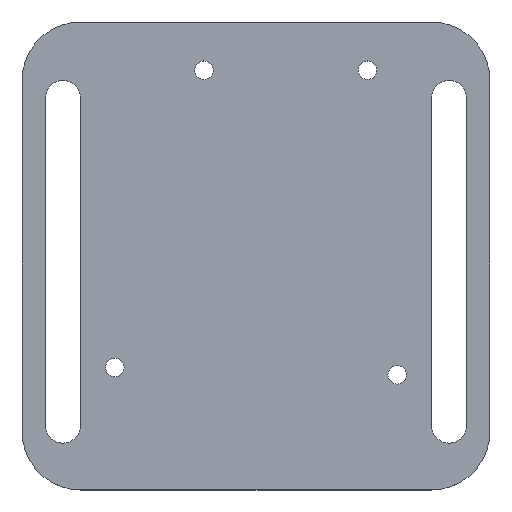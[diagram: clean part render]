
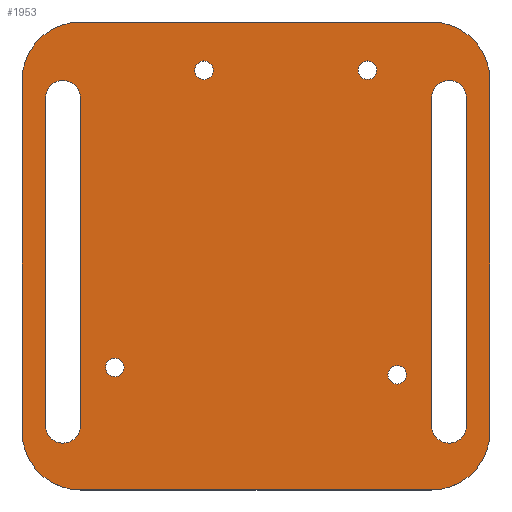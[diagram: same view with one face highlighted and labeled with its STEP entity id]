
A CAD part, top view. The second image highlights one B-rep face of the part: STEP entity #1953.
In plain terms, the highlighted planar face has unit normal (0, 0, 1).
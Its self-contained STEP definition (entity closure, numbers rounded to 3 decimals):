
#33=FACE_BOUND('',#302,.T.);
#34=FACE_BOUND('',#303,.T.);
#35=FACE_BOUND('',#304,.T.);
#36=FACE_BOUND('',#305,.T.);
#37=FACE_BOUND('',#306,.T.);
#38=FACE_BOUND('',#307,.T.);
#96=PLANE('',#2106);
#181=FACE_OUTER_BOUND('',#301,.T.);
#301=EDGE_LOOP('',(#1605,#1606,#1607,#1608,#1609,#1610,#1611,#1612));
#302=EDGE_LOOP('',(#1613));
#303=EDGE_LOOP('',(#1614));
#304=EDGE_LOOP('',(#1615));
#305=EDGE_LOOP('',(#1616));
#306=EDGE_LOOP('',(#1617,#1618,#1619,#1620,#1621,#1622));
#307=EDGE_LOOP('',(#1623,#1624,#1625,#1626,#1627,#1628));
#487=LINE('',#3052,#691);
#490=LINE('',#3058,#694);
#491=LINE('',#3062,#695);
#492=LINE('',#3066,#696);
#493=LINE('',#3078,#697);
#494=LINE('',#3084,#698);
#495=LINE('',#3092,#699);
#496=LINE('',#3098,#700);
#691=VECTOR('',#2488,10.);
#694=VECTOR('',#2493,10.);
#695=VECTOR('',#2496,10.);
#696=VECTOR('',#2499,10.);
#697=VECTOR('',#2510,10.);
#698=VECTOR('',#2515,10.);
#699=VECTOR('',#2522,10.);
#700=VECTOR('',#2527,10.);
#814=CIRCLE('',#2104,10.);
#815=CIRCLE('',#2107,10.);
#816=CIRCLE('',#2108,10.);
#817=CIRCLE('',#2109,10.);
#818=CIRCLE('',#2110,1.588);
#819=CIRCLE('',#2111,1.588);
#820=CIRCLE('',#2112,1.588);
#821=CIRCLE('',#2113,1.588);
#822=CIRCLE('',#2114,3.);
#823=CIRCLE('',#2115,3.);
#824=CIRCLE('',#2116,3.);
#825=CIRCLE('',#2117,3.);
#826=CIRCLE('',#2118,3.);
#827=CIRCLE('',#2119,3.);
#828=CIRCLE('',#2120,3.);
#829=CIRCLE('',#2121,3.);
#947=VERTEX_POINT('',#3045);
#948=VERTEX_POINT('',#3047);
#949=VERTEX_POINT('',#3051);
#951=VERTEX_POINT('',#3057);
#952=VERTEX_POINT('',#3059);
#953=VERTEX_POINT('',#3061);
#954=VERTEX_POINT('',#3063);
#955=VERTEX_POINT('',#3065);
#956=VERTEX_POINT('',#3068);
#957=VERTEX_POINT('',#3070);
#958=VERTEX_POINT('',#3072);
#959=VERTEX_POINT('',#3074);
#960=VERTEX_POINT('',#3076);
#961=VERTEX_POINT('',#3077);
#962=VERTEX_POINT('',#3079);
#963=VERTEX_POINT('',#3081);
#964=VERTEX_POINT('',#3083);
#965=VERTEX_POINT('',#3085);
#966=VERTEX_POINT('',#3088);
#967=VERTEX_POINT('',#3089);
#968=VERTEX_POINT('',#3091);
#969=VERTEX_POINT('',#3093);
#970=VERTEX_POINT('',#3095);
#971=VERTEX_POINT('',#3097);
#1179=EDGE_CURVE('',#947,#948,#814,.T.);
#1181=EDGE_CURVE('',#949,#948,#487,.F.);
#1184=EDGE_CURVE('',#947,#951,#490,.F.);
#1185=EDGE_CURVE('',#952,#951,#815,.T.);
#1186=EDGE_CURVE('',#952,#953,#491,.F.);
#1187=EDGE_CURVE('',#954,#953,#816,.T.);
#1188=EDGE_CURVE('',#954,#955,#492,.F.);
#1189=EDGE_CURVE('',#949,#955,#817,.T.);
#1190=EDGE_CURVE('',#956,#956,#818,.T.);
#1191=EDGE_CURVE('',#957,#957,#819,.T.);
#1192=EDGE_CURVE('',#958,#958,#820,.T.);
#1193=EDGE_CURVE('',#959,#959,#821,.T.);
#1194=EDGE_CURVE('',#960,#961,#493,.T.);
#1195=EDGE_CURVE('',#962,#961,#822,.T.);
#1196=EDGE_CURVE('',#963,#962,#823,.T.);
#1197=EDGE_CURVE('',#963,#964,#494,.T.);
#1198=EDGE_CURVE('',#965,#964,#824,.T.);
#1199=EDGE_CURVE('',#960,#965,#825,.T.);
#1200=EDGE_CURVE('',#966,#967,#826,.T.);
#1201=EDGE_CURVE('',#966,#968,#495,.T.);
#1202=EDGE_CURVE('',#969,#968,#827,.T.);
#1203=EDGE_CURVE('',#970,#969,#828,.T.);
#1204=EDGE_CURVE('',#970,#971,#496,.T.);
#1205=EDGE_CURVE('',#967,#971,#829,.T.);
#1605=ORIENTED_EDGE('',*,*,#1179,.F.);
#1606=ORIENTED_EDGE('',*,*,#1184,.T.);
#1607=ORIENTED_EDGE('',*,*,#1185,.F.);
#1608=ORIENTED_EDGE('',*,*,#1186,.T.);
#1609=ORIENTED_EDGE('',*,*,#1187,.F.);
#1610=ORIENTED_EDGE('',*,*,#1188,.T.);
#1611=ORIENTED_EDGE('',*,*,#1189,.F.);
#1612=ORIENTED_EDGE('',*,*,#1181,.T.);
#1613=ORIENTED_EDGE('',*,*,#1190,.T.);
#1614=ORIENTED_EDGE('',*,*,#1191,.T.);
#1615=ORIENTED_EDGE('',*,*,#1192,.T.);
#1616=ORIENTED_EDGE('',*,*,#1193,.T.);
#1617=ORIENTED_EDGE('',*,*,#1194,.T.);
#1618=ORIENTED_EDGE('',*,*,#1195,.F.);
#1619=ORIENTED_EDGE('',*,*,#1196,.F.);
#1620=ORIENTED_EDGE('',*,*,#1197,.T.);
#1621=ORIENTED_EDGE('',*,*,#1198,.F.);
#1622=ORIENTED_EDGE('',*,*,#1199,.F.);
#1623=ORIENTED_EDGE('',*,*,#1200,.F.);
#1624=ORIENTED_EDGE('',*,*,#1201,.T.);
#1625=ORIENTED_EDGE('',*,*,#1202,.F.);
#1626=ORIENTED_EDGE('',*,*,#1203,.F.);
#1627=ORIENTED_EDGE('',*,*,#1204,.T.);
#1628=ORIENTED_EDGE('',*,*,#1205,.F.);
#1953=ADVANCED_FACE('',(#181,#33,#34,#35,#36,#37,#38),#96,.T.);
#2104=AXIS2_PLACEMENT_3D('',#3048,#2483,#2484);
#2106=AXIS2_PLACEMENT_3D('',#3056,#2491,#2492);
#2107=AXIS2_PLACEMENT_3D('',#3060,#2494,#2495);
#2108=AXIS2_PLACEMENT_3D('',#3064,#2497,#2498);
#2109=AXIS2_PLACEMENT_3D('',#3067,#2500,#2501);
#2110=AXIS2_PLACEMENT_3D('',#3069,#2502,#2503);
#2111=AXIS2_PLACEMENT_3D('',#3071,#2504,#2505);
#2112=AXIS2_PLACEMENT_3D('',#3073,#2506,#2507);
#2113=AXIS2_PLACEMENT_3D('',#3075,#2508,#2509);
#2114=AXIS2_PLACEMENT_3D('',#3080,#2511,#2512);
#2115=AXIS2_PLACEMENT_3D('',#3082,#2513,#2514);
#2116=AXIS2_PLACEMENT_3D('',#3086,#2516,#2517);
#2117=AXIS2_PLACEMENT_3D('',#3087,#2518,#2519);
#2118=AXIS2_PLACEMENT_3D('',#3090,#2520,#2521);
#2119=AXIS2_PLACEMENT_3D('',#3094,#2523,#2524);
#2120=AXIS2_PLACEMENT_3D('',#3096,#2525,#2526);
#2121=AXIS2_PLACEMENT_3D('',#3099,#2528,#2529);
#2483=DIRECTION('center_axis',(0.,0.,-1.));
#2484=DIRECTION('ref_axis',(-0.707,-0.707,0.));
#2488=DIRECTION('',(0.,1.,0.));
#2491=DIRECTION('center_axis',(0.,0.,1.));
#2492=DIRECTION('ref_axis',(1.,0.,0.));
#2493=DIRECTION('',(-1.,0.,0.));
#2494=DIRECTION('center_axis',(0.,0.,-1.));
#2495=DIRECTION('ref_axis',(0.707,-0.707,0.));
#2496=DIRECTION('',(0.,-1.,0.));
#2497=DIRECTION('center_axis',(0.,0.,-1.));
#2498=DIRECTION('ref_axis',(0.707,0.707,0.));
#2499=DIRECTION('',(1.,0.,0.));
#2500=DIRECTION('center_axis',(0.,0.,-1.));
#2501=DIRECTION('ref_axis',(-0.707,0.707,0.));
#2502=DIRECTION('center_axis',(0.,0.,-1.));
#2503=DIRECTION('ref_axis',(1.,0.,0.));
#2504=DIRECTION('center_axis',(0.,0.,-1.));
#2505=DIRECTION('ref_axis',(1.,0.,0.));
#2506=DIRECTION('center_axis',(0.,0.,-1.));
#2507=DIRECTION('ref_axis',(1.,0.,0.));
#2508=DIRECTION('center_axis',(0.,0.,-1.));
#2509=DIRECTION('ref_axis',(1.,0.,0.));
#2510=DIRECTION('',(0.,1.,0.));
#2511=DIRECTION('center_axis',(0.,0.,1.));
#2512=DIRECTION('ref_axis',(-0.707,0.707,0.));
#2513=DIRECTION('center_axis',(0.,0.,1.));
#2514=DIRECTION('ref_axis',(0.707,0.707,0.));
#2515=DIRECTION('',(0.,-1.,0.));
#2516=DIRECTION('center_axis',(0.,0.,1.));
#2517=DIRECTION('ref_axis',(0.707,-0.707,0.));
#2518=DIRECTION('center_axis',(0.,0.,1.));
#2519=DIRECTION('ref_axis',(-0.707,-0.707,0.));
#2520=DIRECTION('center_axis',(0.,0.,1.));
#2521=DIRECTION('ref_axis',(-0.707,-0.707,0.));
#2522=DIRECTION('',(0.,1.,0.));
#2523=DIRECTION('center_axis',(0.,0.,1.));
#2524=DIRECTION('ref_axis',(-0.707,0.707,0.));
#2525=DIRECTION('center_axis',(0.,0.,1.));
#2526=DIRECTION('ref_axis',(0.707,0.707,0.));
#2527=DIRECTION('',(0.,-1.,0.));
#2528=DIRECTION('center_axis',(0.,0.,1.));
#2529=DIRECTION('ref_axis',(0.707,-0.707,0.));
#3045=CARTESIAN_POINT('',(-30.,-40.,49.));
#3047=CARTESIAN_POINT('',(-40.,-30.,49.));
#3048=CARTESIAN_POINT('Origin',(-30.,-30.,49.));
#3051=CARTESIAN_POINT('',(-40.,30.,49.));
#3052=CARTESIAN_POINT('',(-40.,-17.5,49.));
#3056=CARTESIAN_POINT('Origin',(0.,0.,49.));
#3057=CARTESIAN_POINT('',(30.,-40.,49.));
#3058=CARTESIAN_POINT('',(17.5,-40.,49.));
#3059=CARTESIAN_POINT('',(40.,-30.,49.));
#3060=CARTESIAN_POINT('Origin',(30.,-30.,49.));
#3061=CARTESIAN_POINT('',(40.,30.,49.));
#3062=CARTESIAN_POINT('',(40.,17.5,49.));
#3063=CARTESIAN_POINT('',(30.,40.,49.));
#3064=CARTESIAN_POINT('Origin',(30.,30.,49.));
#3065=CARTESIAN_POINT('',(-30.,40.,49.));
#3066=CARTESIAN_POINT('',(-17.5,40.,49.));
#3067=CARTESIAN_POINT('Origin',(-30.,30.,49.));
#3068=CARTESIAN_POINT('',(-10.478,31.75,49.));
#3069=CARTESIAN_POINT('Origin',(-8.89,31.75,49.));
#3070=CARTESIAN_POINT('',(17.462,31.75,49.));
#3071=CARTESIAN_POINT('Origin',(19.05,31.75,49.));
#3072=CARTESIAN_POINT('',(-25.718,-19.05,49.));
#3073=CARTESIAN_POINT('Origin',(-24.13,-19.05,49.));
#3074=CARTESIAN_POINT('',(22.542,-20.32,49.));
#3075=CARTESIAN_POINT('Origin',(24.13,-20.32,49.));
#3076=CARTESIAN_POINT('',(30.,-29.,49.));
#3077=CARTESIAN_POINT('',(30.,27.,49.));
#3078=CARTESIAN_POINT('',(30.,-16.,49.));
#3079=CARTESIAN_POINT('',(33.,30.,49.));
#3080=CARTESIAN_POINT('Origin',(33.,27.,49.));
#3081=CARTESIAN_POINT('',(36.,27.,49.));
#3082=CARTESIAN_POINT('Origin',(33.,27.,49.));
#3083=CARTESIAN_POINT('',(36.,-29.,49.));
#3084=CARTESIAN_POINT('',(36.,15.,49.));
#3085=CARTESIAN_POINT('',(33.,-32.,49.));
#3086=CARTESIAN_POINT('Origin',(33.,-29.,49.));
#3087=CARTESIAN_POINT('Origin',(33.,-29.,49.));
#3088=CARTESIAN_POINT('',(-36.,-29.,49.));
#3089=CARTESIAN_POINT('',(-33.,-32.,49.));
#3090=CARTESIAN_POINT('Origin',(-33.,-29.,49.));
#3091=CARTESIAN_POINT('',(-36.,27.,49.));
#3092=CARTESIAN_POINT('',(-36.,-16.,49.));
#3093=CARTESIAN_POINT('',(-33.,30.,49.));
#3094=CARTESIAN_POINT('Origin',(-33.,27.,49.));
#3095=CARTESIAN_POINT('',(-30.,27.,49.));
#3096=CARTESIAN_POINT('Origin',(-33.,27.,49.));
#3097=CARTESIAN_POINT('',(-30.,-29.,49.));
#3098=CARTESIAN_POINT('',(-30.,15.,49.));
#3099=CARTESIAN_POINT('Origin',(-33.,-29.,49.));
